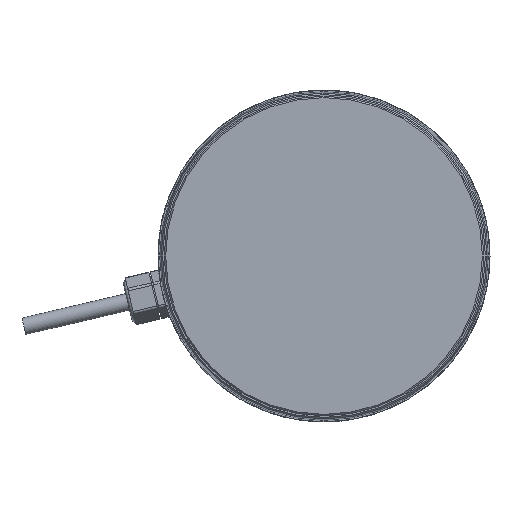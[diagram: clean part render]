
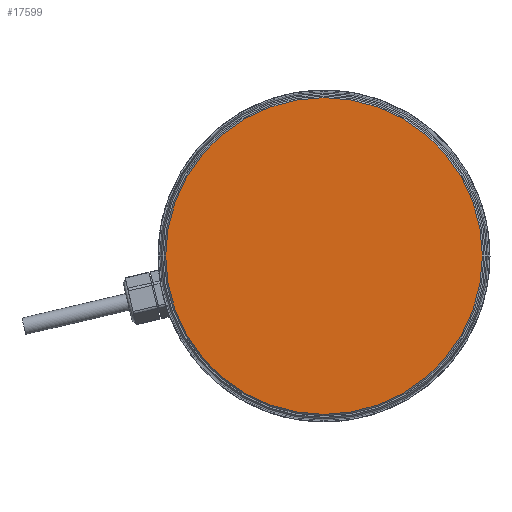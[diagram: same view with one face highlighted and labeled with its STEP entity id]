
A CAD part, front view. The second image highlights one B-rep face of the part: STEP entity #17599.
In plain terms, the highlighted face is planar.
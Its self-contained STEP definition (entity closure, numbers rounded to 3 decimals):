
#16853=CARTESIAN_POINT('',(0.,0.,34.));
#16854=DIRECTION('',(0.,0.,1.));
#16855=DIRECTION('',(-1.,0.,0.));
#16856=AXIS2_PLACEMENT_3D('',#16853,#16854,#16855);
#16861=CARTESIAN_POINT('',(0.,0.,34.));
#16862=DIRECTION('',(0.,0.,1.));
#16863=DIRECTION('',(1.,0.,0.));
#16864=AXIS2_PLACEMENT_3D('',#16861,#16862,#16863);
#17049=CARTESIAN_POINT('',(-52.,0.,34.));
#17050=CARTESIAN_POINT('',(52.,0.,34.));
#17051=VERTEX_POINT('',#17049);
#17052=VERTEX_POINT('',#17050);
#17589=CARTESIAN_POINT('',(0.,0.,34.));
#17590=DIRECTION('',(0.,0.,1.));
#17591=DIRECTION('',(1.,0.,0.));
#17592=AXIS2_PLACEMENT_3D('',#17589,#17590,#17591);
#17593=PLANE('',#17592);
#17594=ORIENTED_EDGE('',*,*,#17579,.F.);
#17596=ORIENTED_EDGE('',*,*,#17595,.F.);
#17597=EDGE_LOOP('',(#17594,#17596));
#17598=FACE_OUTER_BOUND('',#17597,.F.);
#17599=ADVANCED_FACE('',(#17598),#17593,.T.);
#16857=CIRCLE('',#16856,52.);
#16865=CIRCLE('',#16864,52.);
#17579=EDGE_CURVE('',#17051,#17052,#16857,.T.);
#17595=EDGE_CURVE('',#17052,#17051,#16865,.T.);
